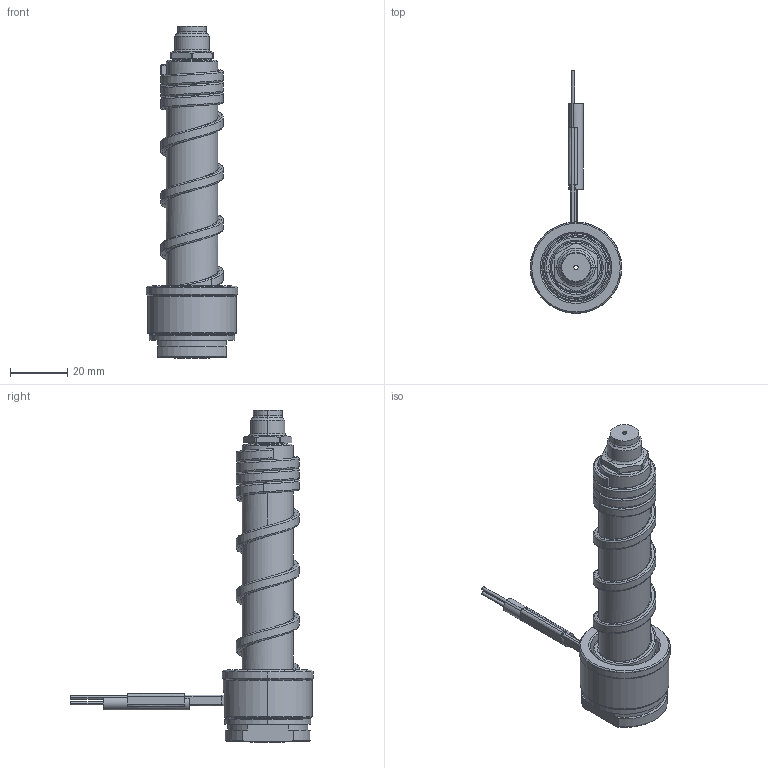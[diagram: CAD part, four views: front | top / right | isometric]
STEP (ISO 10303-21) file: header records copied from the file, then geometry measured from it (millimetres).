
FILE_DESCRIPTION((''),'2;1');
FILE_NAME('SM-116-AEM-N','2014-02-14T',('Íàòàëüÿ'),('IMID'),'PRO/ENGINEER BY PARAMETRIC TECHNOLOGY CORPORATION, 2010480','PRO/ENGINEER BY PARAMETRIC TECHNOLOGY CORPORATION, 2010480','');
FILE_SCHEMA(('CONFIG_CONTROL_DESIGN'));
Length unit declared in the file: millimetre
Products named in the file (1): SM-116-AEM-N
Bounding box: 32 x 85 x 116.2 mm (x, y, z)
Volume: 37063.8 mm3; surface area: 20123.9 mm2
Topology: 1 solids, 7 shells, 301 faces, 773 edges, 459 vertices
Faces by surface type: cylinder 104, bspline 55, cone 52, plane 48, torus 24, revolution 9, extrusion 7, sphere 2
Entity records: 16910 total; most frequent: CARTESIAN_POINT 9942, ORIENTED_EDGE 1506, DIRECTION 1352, EDGE_CURVE 765, AXIS2_PLACEMENT_3D 535, VERTEX_POINT 459, EDGE_LOOP 322, CIRCLE 304
